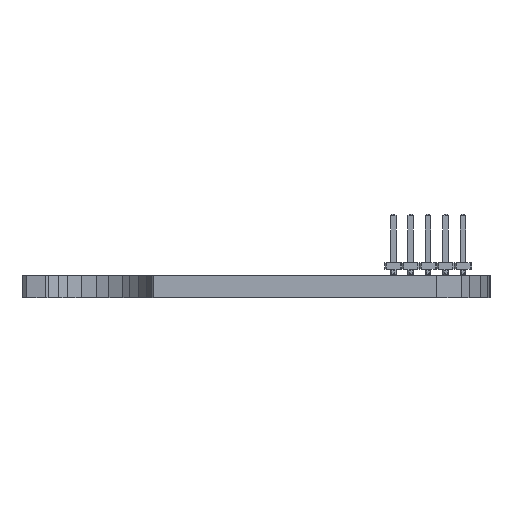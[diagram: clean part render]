
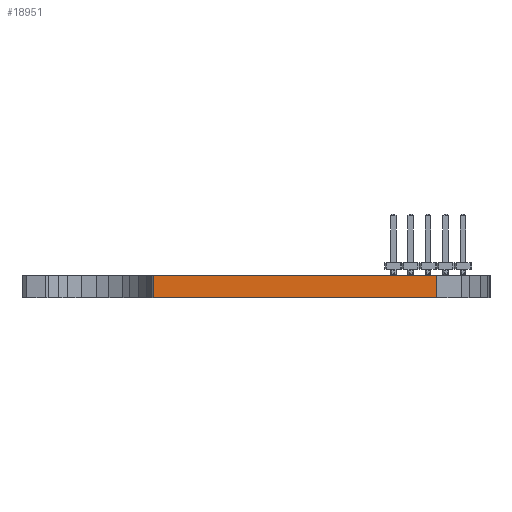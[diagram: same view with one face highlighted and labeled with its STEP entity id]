
A CAD part, front view. The second image highlights one B-rep face of the part: STEP entity #18951.
In plain terms, the highlighted planar face has unit normal (0, -1, 0).
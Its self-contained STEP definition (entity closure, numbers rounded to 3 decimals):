
#15763 = PLANE('',#15764);
#15764 = AXIS2_PLACEMENT_3D('',#15765,#15766,#15767);
#15765 = CARTESIAN_POINT('',(209.956,-156.845,1.6));
#15766 = DIRECTION('',(0.,0.,1.));
#15767 = DIRECTION('',(1.,0.,0.));
#15791 = PLANE('',#15792);
#15792 = AXIS2_PLACEMENT_3D('',#15793,#15794,#15795);
#15793 = CARTESIAN_POINT('',(209.398,-157.734,0.));
#15794 = DIRECTION('',(0.045,-0.999,0.));
#15795 = DIRECTION('',(-0.999,-0.045,0.));
#15817 = PLANE('',#15818);
#15818 = AXIS2_PLACEMENT_3D('',#15819,#15820,#15821);
#15819 = CARTESIAN_POINT('',(209.956,-156.845,0.));
#15820 = DIRECTION('',(0.,0.,1.));
#15821 = DIRECTION('',(1.,0.,0.));
#15910 = VERTEX_POINT('',#15911);
#15911 = CARTESIAN_POINT('',(207.604,-157.815,1.6));
#15932 = EDGE_CURVE('',#15933,#15910,#15935,.T.);
#15933 = VERTEX_POINT('',#15934);
#15934 = CARTESIAN_POINT('',(207.604,-157.815,0.));
#15935 = SURFACE_CURVE('',#15936,(#15940,#15947),.PCURVE_S1.);
#15936 = LINE('',#15937,#15938);
#15937 = CARTESIAN_POINT('',(207.604,-157.815,0.));
#15938 = VECTOR('',#15939,1.);
#15939 = DIRECTION('',(0.,0.,1.));
#15940 = PCURVE('',#15791,#15941);
#15941 = DEFINITIONAL_REPRESENTATION('',(#15942),#15946);
#15942 = LINE('',#15943,#15944);
#15943 = CARTESIAN_POINT('',(1.795,0.));
#15944 = VECTOR('',#15945,1.);
#15945 = DIRECTION('',(0.,-1.));
#15946 = ( GEOMETRIC_REPRESENTATION_CONTEXT(2) 
PARAMETRIC_REPRESENTATION_CONTEXT() REPRESENTATION_CONTEXT('2D SPACE',''
  ) );
#15947 = PCURVE('',#15948,#15953);
#15948 = PLANE('',#15949);
#15949 = AXIS2_PLACEMENT_3D('',#15950,#15951,#15952);
#15950 = CARTESIAN_POINT('',(207.604,-157.815,0.));
#15951 = DIRECTION('',(0.,-1.,0.));
#15952 = DIRECTION('',(-1.,0.,0.));
#15953 = DEFINITIONAL_REPRESENTATION('',(#15954),#15958);
#15954 = LINE('',#15955,#15956);
#15955 = CARTESIAN_POINT('',(0.,0.));
#15956 = VECTOR('',#15957,1.);
#15957 = DIRECTION('',(0.,-1.));
#15958 = ( GEOMETRIC_REPRESENTATION_CONTEXT(2) 
PARAMETRIC_REPRESENTATION_CONTEXT() REPRESENTATION_CONTEXT('2D SPACE',''
  ) );
#16850 = VERTEX_POINT('',#16851);
#16851 = CARTESIAN_POINT('',(187.02,-157.81,0.));
#16865 = PLANE('',#16866);
#16866 = AXIS2_PLACEMENT_3D('',#16867,#16868,#16869);
#16867 = CARTESIAN_POINT('',(187.02,-157.81,0.));
#16868 = DIRECTION('',(-0.994,-0.108,0.));
#16869 = DIRECTION('',(-0.108,0.994,0.));
#16877 = EDGE_CURVE('',#15933,#16850,#16878,.T.);
#16878 = SURFACE_CURVE('',#16879,(#16883,#16890),.PCURVE_S1.);
#16879 = LINE('',#16880,#16881);
#16880 = CARTESIAN_POINT('',(207.604,-157.815,0.));
#16881 = VECTOR('',#16882,1.);
#16882 = DIRECTION('',(-1.,0.,0.));
#16883 = PCURVE('',#15817,#16884);
#16884 = DEFINITIONAL_REPRESENTATION('',(#16885),#16889);
#16885 = LINE('',#16886,#16887);
#16886 = CARTESIAN_POINT('',(-2.352,-0.97));
#16887 = VECTOR('',#16888,1.);
#16888 = DIRECTION('',(-1.,0.));
#16889 = ( GEOMETRIC_REPRESENTATION_CONTEXT(2) 
PARAMETRIC_REPRESENTATION_CONTEXT() REPRESENTATION_CONTEXT('2D SPACE',''
  ) );
#16890 = PCURVE('',#15948,#16891);
#16891 = DEFINITIONAL_REPRESENTATION('',(#16892),#16896);
#16892 = LINE('',#16893,#16894);
#16893 = CARTESIAN_POINT('',(0.,0.));
#16894 = VECTOR('',#16895,1.);
#16895 = DIRECTION('',(1.,0.));
#16896 = ( GEOMETRIC_REPRESENTATION_CONTEXT(2) 
PARAMETRIC_REPRESENTATION_CONTEXT() REPRESENTATION_CONTEXT('2D SPACE',''
  ) );
#18307 = VERTEX_POINT('',#18308);
#18308 = CARTESIAN_POINT('',(187.02,-157.81,1.6));
#18329 = EDGE_CURVE('',#15910,#18307,#18330,.T.);
#18330 = SURFACE_CURVE('',#18331,(#18335,#18342),.PCURVE_S1.);
#18331 = LINE('',#18332,#18333);
#18332 = CARTESIAN_POINT('',(207.604,-157.815,1.6));
#18333 = VECTOR('',#18334,1.);
#18334 = DIRECTION('',(-1.,0.,0.));
#18335 = PCURVE('',#15763,#18336);
#18336 = DEFINITIONAL_REPRESENTATION('',(#18337),#18341);
#18337 = LINE('',#18338,#18339);
#18338 = CARTESIAN_POINT('',(-2.352,-0.97));
#18339 = VECTOR('',#18340,1.);
#18340 = DIRECTION('',(-1.,0.));
#18341 = ( GEOMETRIC_REPRESENTATION_CONTEXT(2) 
PARAMETRIC_REPRESENTATION_CONTEXT() REPRESENTATION_CONTEXT('2D SPACE',''
  ) );
#18342 = PCURVE('',#15948,#18343);
#18343 = DEFINITIONAL_REPRESENTATION('',(#18344),#18348);
#18344 = LINE('',#18345,#18346);
#18345 = CARTESIAN_POINT('',(0.,-1.6));
#18346 = VECTOR('',#18347,1.);
#18347 = DIRECTION('',(1.,0.));
#18348 = ( GEOMETRIC_REPRESENTATION_CONTEXT(2) 
PARAMETRIC_REPRESENTATION_CONTEXT() REPRESENTATION_CONTEXT('2D SPACE',''
  ) );
#18951 = ADVANCED_FACE('',(#18952),#15948,.T.);
#18952 = FACE_BOUND('',#18953,.T.);
#18953 = EDGE_LOOP('',(#18954,#18955,#18956,#18977));
#18954 = ORIENTED_EDGE('',*,*,#15932,.T.);
#18955 = ORIENTED_EDGE('',*,*,#18329,.T.);
#18956 = ORIENTED_EDGE('',*,*,#18957,.F.);
#18957 = EDGE_CURVE('',#16850,#18307,#18958,.T.);
#18958 = SURFACE_CURVE('',#18959,(#18963,#18970),.PCURVE_S1.);
#18959 = LINE('',#18960,#18961);
#18960 = CARTESIAN_POINT('',(187.02,-157.81,0.));
#18961 = VECTOR('',#18962,1.);
#18962 = DIRECTION('',(0.,0.,1.));
#18963 = PCURVE('',#15948,#18964);
#18964 = DEFINITIONAL_REPRESENTATION('',(#18965),#18969);
#18965 = LINE('',#18966,#18967);
#18966 = CARTESIAN_POINT('',(20.584,0.));
#18967 = VECTOR('',#18968,1.);
#18968 = DIRECTION('',(0.,-1.));
#18969 = ( GEOMETRIC_REPRESENTATION_CONTEXT(2) 
PARAMETRIC_REPRESENTATION_CONTEXT() REPRESENTATION_CONTEXT('2D SPACE',''
  ) );
#18970 = PCURVE('',#16865,#18971);
#18971 = DEFINITIONAL_REPRESENTATION('',(#18972),#18976);
#18972 = LINE('',#18973,#18974);
#18973 = CARTESIAN_POINT('',(0.,0.));
#18974 = VECTOR('',#18975,1.);
#18975 = DIRECTION('',(0.,-1.));
#18976 = ( GEOMETRIC_REPRESENTATION_CONTEXT(2) 
PARAMETRIC_REPRESENTATION_CONTEXT() REPRESENTATION_CONTEXT('2D SPACE',''
  ) );
#18977 = ORIENTED_EDGE('',*,*,#16877,.F.);
